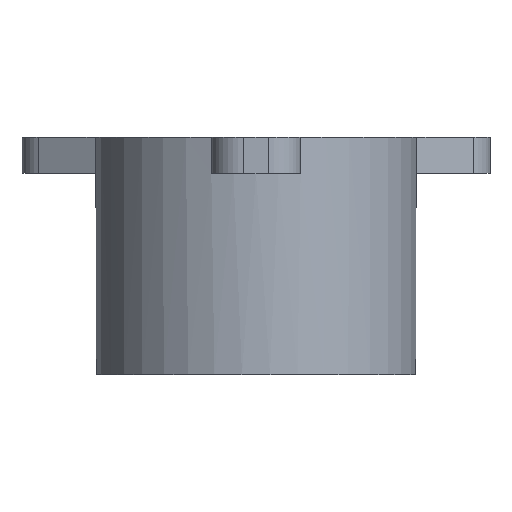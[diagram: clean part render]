
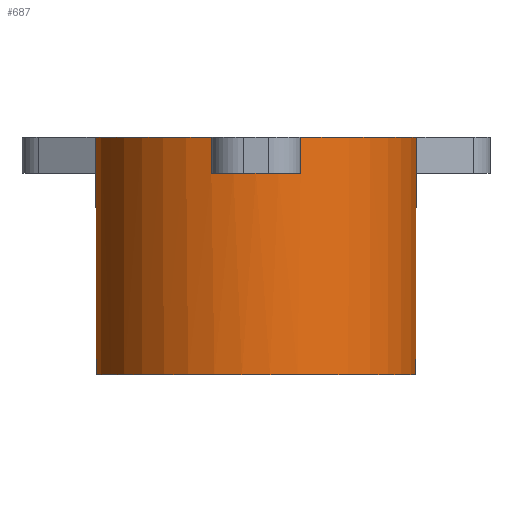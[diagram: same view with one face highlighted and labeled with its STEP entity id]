
A CAD part, front view. The second image highlights one B-rep face of the part: STEP entity #687.
In plain terms, the highlighted cylindrical face has radius 13.3 mm (diameter 26.6 mm), a partial arc.
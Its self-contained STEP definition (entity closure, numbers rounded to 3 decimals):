
#27=CYLINDRICAL_SURFACE('',#772,13.3);
#93=FACE_OUTER_BOUND('',#140,.T.);
#140=EDGE_LOOP('',(#617,#618,#619,#620,#621,#622,#623,#624,#625,#626,#627,
#628,#629,#630,#631,#632));
#172=LINE('',#1086,#229);
#173=LINE('',#1089,#230);
#181=LINE('',#1110,#238);
#182=LINE('',#1113,#239);
#190=LINE('',#1134,#247);
#191=LINE('',#1137,#248);
#200=LINE('',#1203,#257);
#201=LINE('',#1206,#258);
#229=VECTOR('',#874,10.);
#230=VECTOR('',#877,10.);
#238=VECTOR('',#901,10.);
#239=VECTOR('',#904,10.);
#247=VECTOR('',#928,10.);
#248=VECTOR('',#931,10.);
#257=VECTOR('',#964,10.);
#258=VECTOR('',#967,10.);
#264=CIRCLE('',#711,13.3);
#267=CIRCLE('',#714,13.3);
#270=CIRCLE('',#717,13.3);
#273=CIRCLE('',#720,13.3);
#284=CIRCLE('',#742,13.3);
#287=CIRCLE('',#751,13.3);
#290=CIRCLE('',#760,13.3);
#295=CIRCLE('',#773,13.3);
#301=VERTEX_POINT('',#999);
#302=VERTEX_POINT('',#1000);
#307=VERTEX_POINT('',#1010);
#308=VERTEX_POINT('',#1012);
#313=VERTEX_POINT('',#1022);
#314=VERTEX_POINT('',#1024);
#319=VERTEX_POINT('',#1034);
#320=VERTEX_POINT('',#1036);
#335=VERTEX_POINT('',#1084);
#336=VERTEX_POINT('',#1088);
#341=VERTEX_POINT('',#1108);
#342=VERTEX_POINT('',#1112);
#347=VERTEX_POINT('',#1132);
#348=VERTEX_POINT('',#1136);
#357=VERTEX_POINT('',#1201);
#358=VERTEX_POINT('',#1205);
#365=EDGE_CURVE('',#301,#302,#264,.T.);
#371=EDGE_CURVE('',#307,#308,#267,.T.);
#377=EDGE_CURVE('',#313,#314,#270,.T.);
#383=EDGE_CURVE('',#319,#320,#273,.T.);
#408=EDGE_CURVE('',#313,#335,#172,.T.);
#409=EDGE_CURVE('',#336,#308,#173,.T.);
#411=EDGE_CURVE('',#335,#336,#284,.T.);
#420=EDGE_CURVE('',#319,#341,#181,.T.);
#421=EDGE_CURVE('',#342,#314,#182,.T.);
#423=EDGE_CURVE('',#341,#342,#287,.T.);
#432=EDGE_CURVE('',#307,#347,#190,.T.);
#433=EDGE_CURVE('',#348,#302,#191,.T.);
#435=EDGE_CURVE('',#347,#348,#290,.T.);
#449=EDGE_CURVE('',#301,#357,#200,.T.);
#450=EDGE_CURVE('',#358,#320,#201,.T.);
#452=EDGE_CURVE('',#358,#357,#295,.T.);
#617=ORIENTED_EDGE('',*,*,#409,.T.);
#618=ORIENTED_EDGE('',*,*,#371,.F.);
#619=ORIENTED_EDGE('',*,*,#432,.T.);
#620=ORIENTED_EDGE('',*,*,#435,.T.);
#621=ORIENTED_EDGE('',*,*,#433,.T.);
#622=ORIENTED_EDGE('',*,*,#365,.F.);
#623=ORIENTED_EDGE('',*,*,#449,.T.);
#624=ORIENTED_EDGE('',*,*,#452,.F.);
#625=ORIENTED_EDGE('',*,*,#450,.T.);
#626=ORIENTED_EDGE('',*,*,#383,.F.);
#627=ORIENTED_EDGE('',*,*,#420,.T.);
#628=ORIENTED_EDGE('',*,*,#423,.T.);
#629=ORIENTED_EDGE('',*,*,#421,.T.);
#630=ORIENTED_EDGE('',*,*,#377,.F.);
#631=ORIENTED_EDGE('',*,*,#408,.T.);
#632=ORIENTED_EDGE('',*,*,#411,.T.);
#687=ADVANCED_FACE('',(#93),#27,.T.);
#711=AXIS2_PLACEMENT_3D('',#1001,#793,#794);
#714=AXIS2_PLACEMENT_3D('',#1013,#802,#803);
#717=AXIS2_PLACEMENT_3D('',#1025,#811,#812);
#720=AXIS2_PLACEMENT_3D('',#1037,#820,#821);
#742=AXIS2_PLACEMENT_3D('',#1092,#881,#882);
#751=AXIS2_PLACEMENT_3D('',#1116,#908,#909);
#760=AXIS2_PLACEMENT_3D('',#1140,#935,#936);
#772=AXIS2_PLACEMENT_3D('',#1208,#969,#970);
#773=AXIS2_PLACEMENT_3D('',#1209,#971,#972);
#793=DIRECTION('center_axis',(0.,0.,1.));
#794=DIRECTION('ref_axis',(-1.,0.,0.));
#802=DIRECTION('center_axis',(0.,0.,1.));
#803=DIRECTION('ref_axis',(-1.,0.,0.));
#811=DIRECTION('center_axis',(0.,0.,1.));
#812=DIRECTION('ref_axis',(-1.,0.,0.));
#820=DIRECTION('center_axis',(0.,0.,1.));
#821=DIRECTION('ref_axis',(-1.,0.,0.));
#874=DIRECTION('',(0.,0.,-1.));
#877=DIRECTION('',(0.,0.,1.));
#881=DIRECTION('center_axis',(0.,0.,-1.));
#882=DIRECTION('ref_axis',(-1.,0.,0.));
#901=DIRECTION('',(0.,0.,-1.));
#904=DIRECTION('',(0.,0.,1.));
#908=DIRECTION('center_axis',(0.,0.,-1.));
#909=DIRECTION('ref_axis',(-1.,0.,0.));
#928=DIRECTION('',(0.,0.,-1.));
#931=DIRECTION('',(0.,0.,1.));
#935=DIRECTION('center_axis',(0.,0.,-1.));
#936=DIRECTION('ref_axis',(-1.,0.,0.));
#964=DIRECTION('',(0.,0.,-1.));
#967=DIRECTION('',(0.,0.,1.));
#969=DIRECTION('center_axis',(0.,0.,-1.));
#970=DIRECTION('ref_axis',(0.,-1.,0.));
#971=DIRECTION('center_axis',(0.,0.,-1.));
#972=DIRECTION('ref_axis',(-1.,0.,0.));
#999=CARTESIAN_POINT('',(135.4,52.064,30.));
#1000=CARTESIAN_POINT('',(131.787,49.592,30.));
#1001=CARTESIAN_POINT('Origin',(141.,40.,30.));
#1010=CARTESIAN_POINT('',(128.087,43.183,30.));
#1012=CARTESIAN_POINT('',(137.3,27.225,30.));
#1013=CARTESIAN_POINT('Origin',(141.,40.,30.));
#1022=CARTESIAN_POINT('',(144.7,27.225,30.));
#1024=CARTESIAN_POINT('',(153.913,43.183,30.));
#1025=CARTESIAN_POINT('Origin',(141.,40.,30.));
#1034=CARTESIAN_POINT('',(150.213,49.592,30.));
#1036=CARTESIAN_POINT('',(146.6,52.064,30.));
#1037=CARTESIAN_POINT('Origin',(141.,40.,30.));
#1084=CARTESIAN_POINT('',(144.7,27.225,27.));
#1086=CARTESIAN_POINT('',(144.7,27.225,30.));
#1088=CARTESIAN_POINT('',(137.3,27.225,27.));
#1089=CARTESIAN_POINT('',(137.3,27.225,30.));
#1092=CARTESIAN_POINT('Origin',(141.,40.,27.));
#1108=CARTESIAN_POINT('',(150.213,49.592,27.));
#1110=CARTESIAN_POINT('',(150.213,49.592,30.));
#1112=CARTESIAN_POINT('',(153.913,43.183,27.));
#1113=CARTESIAN_POINT('',(153.913,43.183,30.));
#1116=CARTESIAN_POINT('Origin',(141.,40.,27.));
#1132=CARTESIAN_POINT('',(128.087,43.183,27.));
#1134=CARTESIAN_POINT('',(128.087,43.183,30.));
#1136=CARTESIAN_POINT('',(131.787,49.592,27.));
#1137=CARTESIAN_POINT('',(131.787,49.592,30.));
#1140=CARTESIAN_POINT('Origin',(141.,40.,27.));
#1201=CARTESIAN_POINT('',(135.4,52.064,10.3));
#1203=CARTESIAN_POINT('',(135.4,52.064,30.));
#1205=CARTESIAN_POINT('',(146.6,52.064,10.3));
#1206=CARTESIAN_POINT('',(146.6,52.064,30.));
#1208=CARTESIAN_POINT('Origin',(141.,40.,30.));
#1209=CARTESIAN_POINT('Origin',(141.,40.,10.3));
